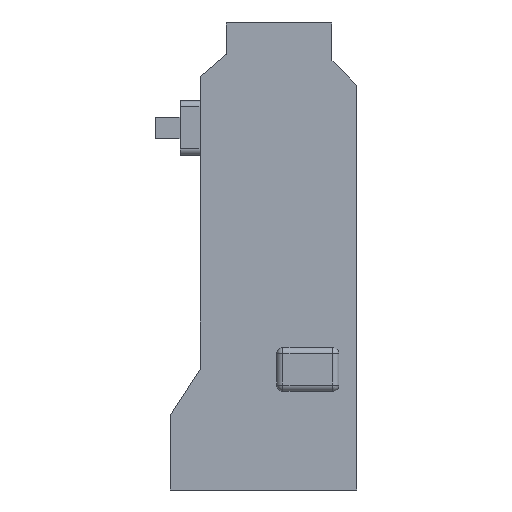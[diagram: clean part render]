
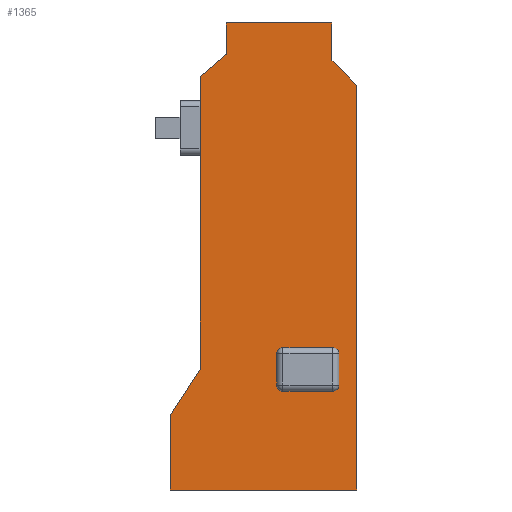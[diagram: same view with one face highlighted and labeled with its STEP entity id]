
A CAD part, front view. The second image highlights one B-rep face of the part: STEP entity #1365.
In plain terms, the highlighted planar face has unit normal (0, -1, 0).
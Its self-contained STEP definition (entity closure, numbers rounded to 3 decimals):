
#23=FACE_BOUND('',#530,.T.);
#67=PLANE('',#1511);
#84=LINE('',#1987,#223);
#85=LINE('',#1989,#224);
#185=LINE('',#2268,#324);
#186=LINE('',#2270,#325);
#187=LINE('',#2274,#326);
#190=LINE('',#2279,#329);
#192=LINE('',#2283,#331);
#194=LINE('',#2287,#333);
#196=LINE('',#2291,#335);
#198=LINE('',#2295,#337);
#200=LINE('',#2299,#339);
#202=LINE('',#2303,#341);
#204=LINE('',#2307,#343);
#206=LINE('',#2310,#345);
#223=VECTOR('',#1591,10.);
#224=VECTOR('',#1594,10.);
#324=VECTOR('',#1872,10.);
#325=VECTOR('',#1875,10.);
#326=VECTOR('',#1878,10.);
#329=VECTOR('',#1883,10.);
#331=VECTOR('',#1887,10.);
#333=VECTOR('',#1891,10.);
#335=VECTOR('',#1895,10.);
#337=VECTOR('',#1899,10.);
#339=VECTOR('',#1903,10.);
#341=VECTOR('',#1907,10.);
#343=VECTOR('',#1911,10.);
#345=VECTOR('',#1915,10.);
#448=FACE_OUTER_BOUND('',#529,.T.);
#529=EDGE_LOOP('',(#1262,#1263,#1264,#1265,#1266,#1267,#1268,#1269,#1270,
#1271));
#530=EDGE_LOOP('',(#1272,#1273,#1274,#1275,#1276,#1277,#1278,#1279));
#534=CIRCLE('',#1386,1.);
#538=CIRCLE('',#1392,1.);
#542=CIRCLE('',#1398,1.);
#546=CIRCLE('',#1405,1.);
#587=VERTEX_POINT('',#1930);
#588=VERTEX_POINT('',#1931);
#592=VERTEX_POINT('',#1943);
#593=VERTEX_POINT('',#1944);
#597=VERTEX_POINT('',#1956);
#598=VERTEX_POINT('',#1957);
#602=VERTEX_POINT('',#1972);
#603=VERTEX_POINT('',#1973);
#694=VERTEX_POINT('',#2272);
#695=VERTEX_POINT('',#2273);
#696=VERTEX_POINT('',#2278);
#697=VERTEX_POINT('',#2282);
#698=VERTEX_POINT('',#2286);
#699=VERTEX_POINT('',#2290);
#700=VERTEX_POINT('',#2294);
#701=VERTEX_POINT('',#2298);
#702=VERTEX_POINT('',#2302);
#703=VERTEX_POINT('',#2306);
#707=EDGE_CURVE('',#587,#588,#534,.F.);
#713=EDGE_CURVE('',#592,#593,#538,.F.);
#719=EDGE_CURVE('',#597,#598,#542,.F.);
#727=EDGE_CURVE('',#602,#603,#546,.F.);
#736=EDGE_CURVE('',#587,#598,#84,.T.);
#737=EDGE_CURVE('',#597,#603,#85,.T.);
#874=EDGE_CURVE('',#592,#588,#185,.T.);
#875=EDGE_CURVE('',#602,#593,#186,.T.);
#876=EDGE_CURVE('',#694,#695,#187,.T.);
#879=EDGE_CURVE('',#695,#696,#190,.T.);
#881=EDGE_CURVE('',#696,#697,#192,.T.);
#883=EDGE_CURVE('',#698,#697,#194,.T.);
#885=EDGE_CURVE('',#698,#699,#196,.T.);
#887=EDGE_CURVE('',#699,#700,#198,.T.);
#889=EDGE_CURVE('',#701,#700,#200,.T.);
#891=EDGE_CURVE('',#702,#701,#202,.T.);
#893=EDGE_CURVE('',#703,#702,#204,.T.);
#895=EDGE_CURVE('',#703,#694,#206,.T.);
#1262=ORIENTED_EDGE('',*,*,#895,.T.);
#1263=ORIENTED_EDGE('',*,*,#876,.T.);
#1264=ORIENTED_EDGE('',*,*,#879,.T.);
#1265=ORIENTED_EDGE('',*,*,#881,.T.);
#1266=ORIENTED_EDGE('',*,*,#883,.F.);
#1267=ORIENTED_EDGE('',*,*,#885,.T.);
#1268=ORIENTED_EDGE('',*,*,#887,.T.);
#1269=ORIENTED_EDGE('',*,*,#889,.F.);
#1270=ORIENTED_EDGE('',*,*,#891,.F.);
#1271=ORIENTED_EDGE('',*,*,#893,.F.);
#1272=ORIENTED_EDGE('',*,*,#874,.T.);
#1273=ORIENTED_EDGE('',*,*,#707,.F.);
#1274=ORIENTED_EDGE('',*,*,#736,.T.);
#1275=ORIENTED_EDGE('',*,*,#719,.F.);
#1276=ORIENTED_EDGE('',*,*,#737,.T.);
#1277=ORIENTED_EDGE('',*,*,#727,.F.);
#1278=ORIENTED_EDGE('',*,*,#875,.T.);
#1279=ORIENTED_EDGE('',*,*,#713,.F.);
#1365=ADVANCED_FACE('',(#448,#23),#67,.F.);
#1386=AXIS2_PLACEMENT_3D('',#1932,#1527,#1528);
#1392=AXIS2_PLACEMENT_3D('',#1945,#1541,#1542);
#1398=AXIS2_PLACEMENT_3D('',#1958,#1555,#1556);
#1405=AXIS2_PLACEMENT_3D('',#1974,#1573,#1574);
#1511=AXIS2_PLACEMENT_3D('',#2311,#1916,#1917);
#1527=DIRECTION('center_axis',(0.,1.,0.));
#1528=DIRECTION('ref_axis',(-0.707,0.,0.707));
#1541=DIRECTION('center_axis',(0.,1.,0.));
#1542=DIRECTION('ref_axis',(-0.707,0.,-0.707));
#1555=DIRECTION('center_axis',(0.,1.,0.));
#1556=DIRECTION('ref_axis',(0.707,0.,0.707));
#1573=DIRECTION('center_axis',(0.,1.,0.));
#1574=DIRECTION('ref_axis',(0.707,0.,-0.707));
#1591=DIRECTION('',(1.,0.,0.));
#1594=DIRECTION('',(0.,0.,-1.));
#1872=DIRECTION('',(0.,0.,1.));
#1875=DIRECTION('',(-1.,0.,0.));
#1878=DIRECTION('',(1.,0.,0.));
#1883=DIRECTION('',(0.,0.,1.));
#1887=DIRECTION('',(-0.707,0.,0.707));
#1891=DIRECTION('',(0.,0.,-1.));
#1895=DIRECTION('',(-1.,0.,0.));
#1899=DIRECTION('',(0.,0.,-1.));
#1903=DIRECTION('',(0.76,0.,0.65));
#1907=DIRECTION('',(0.,0.,1.));
#1911=DIRECTION('',(0.544,0.,0.839));
#1915=DIRECTION('',(0.,0.,-1.));
#1916=DIRECTION('center_axis',(0.,1.,0.));
#1917=DIRECTION('ref_axis',(1.,0.,0.));
#1930=CARTESIAN_POINT('',(18.116,0.,-52.139));
#1931=CARTESIAN_POINT('',(17.116,0.,-53.139));
#1932=CARTESIAN_POINT('Origin',(18.116,0.,-53.139));
#1943=CARTESIAN_POINT('',(17.116,0.,-58.139));
#1944=CARTESIAN_POINT('',(18.116,0.,-59.139));
#1945=CARTESIAN_POINT('Origin',(18.116,0.,-58.139));
#1956=CARTESIAN_POINT('',(27.116,0.,-53.139));
#1957=CARTESIAN_POINT('',(26.116,0.,-52.139));
#1958=CARTESIAN_POINT('Origin',(26.116,0.,-53.139));
#1972=CARTESIAN_POINT('',(26.116,0.,-59.139));
#1973=CARTESIAN_POINT('',(27.116,0.,-58.139));
#1974=CARTESIAN_POINT('Origin',(26.116,0.,-58.139));
#1987=CARTESIAN_POINT('',(21.058,0.,-52.139));
#1989=CARTESIAN_POINT('',(27.116,0.,-48.319));
#2268=CARTESIAN_POINT('',(17.116,0.,-44.819));
#2270=CARTESIAN_POINT('',(16.058,0.,-59.139));
#2272=CARTESIAN_POINT('',(0.,0.,-75.));
#2273=CARTESIAN_POINT('',(30.,0.,-75.));
#2274=CARTESIAN_POINT('',(0.,0.,-75.));
#2278=CARTESIAN_POINT('',(30.,0.,-10.));
#2279=CARTESIAN_POINT('',(30.,0.,-75.));
#2282=CARTESIAN_POINT('',(26.,0.,-6.));
#2283=CARTESIAN_POINT('',(30.,0.,-10.));
#2286=CARTESIAN_POINT('',(26.,0.,0.));
#2287=CARTESIAN_POINT('',(26.,0.,0.));
#2290=CARTESIAN_POINT('',(9.,0.,0.));
#2291=CARTESIAN_POINT('',(30.,0.,0.));
#2294=CARTESIAN_POINT('',(9.,0.,-5.));
#2295=CARTESIAN_POINT('',(9.,0.,0.));
#2298=CARTESIAN_POINT('',(4.806,0.,-8.585));
#2299=CARTESIAN_POINT('',(4.806,0.,-8.585));
#2302=CARTESIAN_POINT('',(4.806,0.,-55.585));
#2303=CARTESIAN_POINT('',(4.806,0.,-55.585));
#2306=CARTESIAN_POINT('',(0.,0.,-63.));
#2307=CARTESIAN_POINT('',(0.,0.,-63.));
#2310=CARTESIAN_POINT('',(0.,0.,0.));
#2311=CARTESIAN_POINT('Origin',(15.,0.,-37.5));
